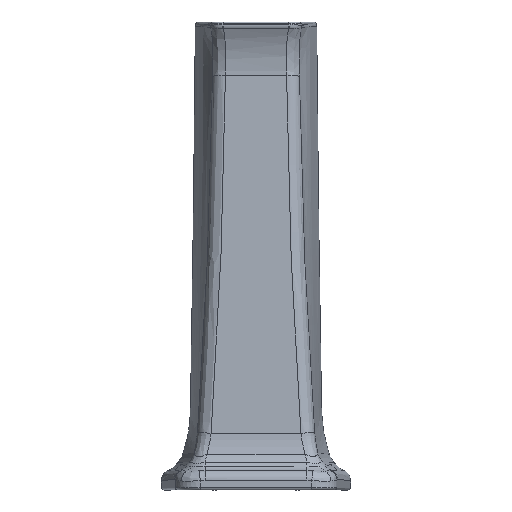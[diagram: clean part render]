
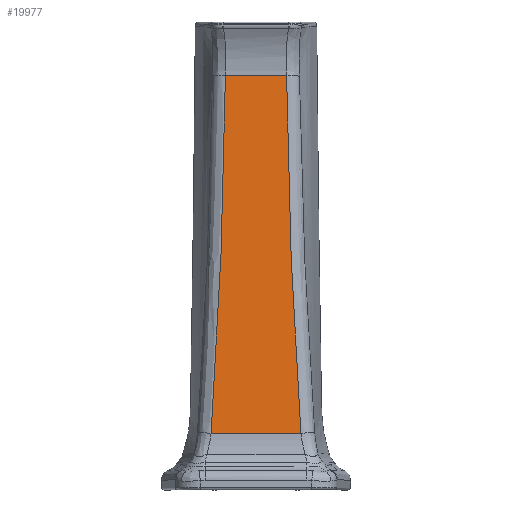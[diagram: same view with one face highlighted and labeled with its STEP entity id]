
A CAD part, top view. The second image highlights one B-rep face of the part: STEP entity #19977.
In plain terms, the highlighted planar face has unit normal (0, 0.055, 0.999).
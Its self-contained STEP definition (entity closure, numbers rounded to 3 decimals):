
#152 = LINE ( 'NONE', #20345, #25245 ) ;
#1145 = CARTESIAN_POINT ( 'NONE',  ( -64.143, 183.008, 78.593 ) ) ;
#1626 = CARTESIAN_POINT ( 'NONE',  ( -65.902, 154.736, 80.149 ) ) ;
#1792 = CARTESIAN_POINT ( 'NONE',  ( -49.849, 488.598, 61.771 ) ) ;
#2212 = VERTEX_POINT ( 'NONE', #31384 ) ;
#3074 = DIRECTION ( 'NONE',  ( 1., 0., 0. ) ) ;
#4217 = CARTESIAN_POINT ( 'NONE',  ( 46.917, 624.536, 54.289 ) ) ;
#4373 = CARTESIAN_POINT ( 'NONE',  ( 68.257, 126.496, 81.704 ) ) ;
#4549 = CARTESIAN_POINT ( 'NONE',  ( 46.458, 669.861, 51.794 ) ) ;
#4709 = CARTESIAN_POINT ( 'NONE',  ( 47.545, 579.215, 56.783 ) ) ;
#4806 = DIRECTION ( 'NONE',  ( 0., -0.055, -0.998 ) ) ;
#5656 = ORIENTED_EDGE ( 'NONE', *, *, #10315, .F. ) ;
#6187 = CARTESIAN_POINT ( 'NONE',  ( -62.129, 216.94, 76.725 ) ) ;
#6496 = CARTESIAN_POINT ( 'NONE',  ( 66.24, 149.081, 80.46 ) ) ;
#7154 = CARTESIAN_POINT ( 'NONE',  ( 57.196, 307.448, 71.743 ) ) ;
#7996 = VECTOR ( 'NONE', #20427, 1000. ) ;
#9134 = CARTESIAN_POINT ( 'NONE',  ( -46.917, 624.536, 54.289 ) ) ;
#9787 = ORIENTED_EDGE ( 'NONE', *, *, #14385, .T. ) ;
#10315 = EDGE_CURVE ( 'NONE', #30167, #2212, #152, .T. ) ;
#10493 = LINE ( 'NONE', #30848, #7996 ) ;
#11409 = CARTESIAN_POINT ( 'NONE',  ( -68.257, 126.496, 81.704 ) ) ;
#11568 = CARTESIAN_POINT ( 'NONE',  ( -66.24, 149.081, 80.46 ) ) ;
#11721 = CARTESIAN_POINT ( 'NONE',  ( 67.127, 137.782, 81.082 ) ) ;
#13523 = CARTESIAN_POINT ( 'NONE',  ( -60.862, 239.565, 75.48 ) ) ;
#14266 = FACE_OUTER_BOUND ( 'NONE', #22897, .T. ) ;
#14385 = EDGE_CURVE ( 'NONE', #23341, #2212, #24229, .T. ) ;
#15146 = ORIENTED_EDGE ( 'NONE', *, *, #18155, .T. ) ;
#16929 = CARTESIAN_POINT ( 'NONE',  ( 64.143, 183.008, 78.593 ) ) ;
#17094 = CARTESIAN_POINT ( 'NONE',  ( 54.979, 352.715, 69.251 ) ) ;
#17281 = ORIENTED_EDGE ( 'NONE', *, *, #17663, .T. ) ;
#17663 = EDGE_CURVE ( 'NONE', #18588, #23341, #10493, .T. ) ;
#18155 = EDGE_CURVE ( 'NONE', #30167, #18588, #27100, .T. ) ;
#18582 = CARTESIAN_POINT ( 'NONE',  ( -57.196, 307.448, 71.743 ) ) ;
#18588 = VERTEX_POINT ( 'NONE', #19390 ) ;
#18901 = CARTESIAN_POINT ( 'NONE',  ( -46.458, 669.861, 51.794 ) ) ;
#19390 = CARTESIAN_POINT ( 'NONE',  ( -68.257, 126.496, 81.704 ) ) ;
#19644 = PLANE ( 'NONE',  #24157 ) ;
#19977 = ADVANCED_FACE ( 'NONE', ( #14266 ), #19644, .F. ) ;
#19991 = CARTESIAN_POINT ( 'NONE',  ( -46.458, 669.861, 51.794 ) ) ;
#20345 = CARTESIAN_POINT ( 'NONE',  ( 157.027, 669.861, 51.794 ) ) ;
#20427 = DIRECTION ( 'NONE',  ( 1., 0., 0. ) ) ;
#21489 = CARTESIAN_POINT ( 'NONE',  ( 60.862, 239.565, 75.48 ) ) ;
#22141 = CARTESIAN_POINT ( 'NONE',  ( 64.834, 171.698, 79.215 ) ) ;
#22897 = EDGE_LOOP ( 'NONE', ( #17281, #9787, #5656, #15146 ) ) ;
#23341 = VERTEX_POINT ( 'NONE', #4373 ) ;
#23801 = CARTESIAN_POINT ( 'NONE',  ( -67.657, 132.137, 81.393 ) ) ;
#23964 = CARTESIAN_POINT ( 'NONE',  ( -64.834, 171.698, 79.215 ) ) ;
#24131 = CARTESIAN_POINT ( 'NONE',  ( -47.545, 579.215, 56.783 ) ) ;
#24157 = AXIS2_PLACEMENT_3D ( 'NONE', #31715, #4806, #29427 ) ;
#24229 = B_SPLINE_CURVE_WITH_KNOTS ( 'NONE', 3,
 ( #32088, #29318, #11721, #6496, #24282, #22141, #16929, #28826, #21489, #7154, #17094, #26558, #26891, #4709, #4217, #4549 ),
 .UNSPECIFIED., .F., .F.,
 ( 4, 2, 2, 2, 2, 2, 2, 4 ),
 ( 0., 0.031, 0.063, 0.125, 0.25, 0.5, 0.75, 1. ),
 .UNSPECIFIED. ) ;
#24282 = CARTESIAN_POINT ( 'NONE',  ( 65.902, 154.736, 80.149 ) ) ;
#25245 = VECTOR ( 'NONE', #3074, 1000. ) ;
#26558 = CARTESIAN_POINT ( 'NONE',  ( 51.422, 443.298, 64.265 ) ) ;
#26891 = CARTESIAN_POINT ( 'NONE',  ( 49.849, 488.598, 61.771 ) ) ;
#27100 = B_SPLINE_CURVE_WITH_KNOTS ( 'NONE', 3,
 ( #18901, #9134, #24131, #1792, #28681, #29007, #18582, #13523, #6187, #1145, #23964, #1626, #11568, #28521, #23801, #11409 ),
 .UNSPECIFIED., .F., .F.,
 ( 4, 2, 2, 2, 2, 2, 2, 4 ),
 ( 0., 0.25, 0.5, 0.75, 0.875, 0.938, 0.969, 1. ),
 .UNSPECIFIED. ) ;
#28521 = CARTESIAN_POINT ( 'NONE',  ( -67.127, 137.782, 81.082 ) ) ;
#28681 = CARTESIAN_POINT ( 'NONE',  ( -51.422, 443.298, 64.265 ) ) ;
#28826 = CARTESIAN_POINT ( 'NONE',  ( 62.129, 216.94, 76.725 ) ) ;
#29007 = CARTESIAN_POINT ( 'NONE',  ( -54.979, 352.715, 69.251 ) ) ;
#29318 = CARTESIAN_POINT ( 'NONE',  ( 67.657, 132.137, 81.393 ) ) ;
#29427 = DIRECTION ( 'NONE',  ( 0., -0.998, 0.055 ) ) ;
#30167 = VERTEX_POINT ( 'NONE', #19991 ) ;
#30848 = CARTESIAN_POINT ( 'NONE',  ( 157.027, 126.496, 81.704 ) ) ;
#31384 = CARTESIAN_POINT ( 'NONE',  ( 46.458, 669.861, 51.794 ) ) ;
#31715 = CARTESIAN_POINT ( 'NONE',  ( 157.027, 126.496, 81.704 ) ) ;
#32088 = CARTESIAN_POINT ( 'NONE',  ( 68.257, 126.496, 81.704 ) ) ;
